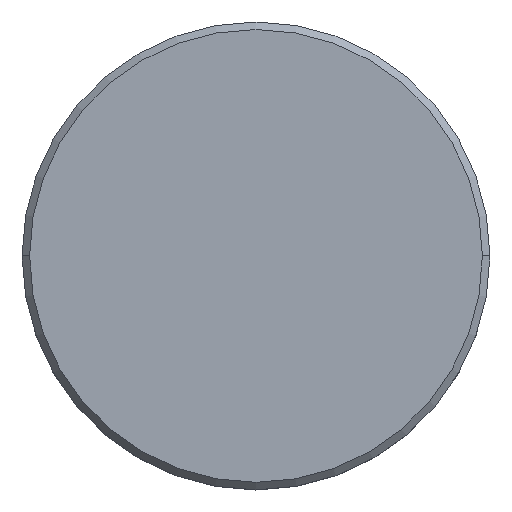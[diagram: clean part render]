
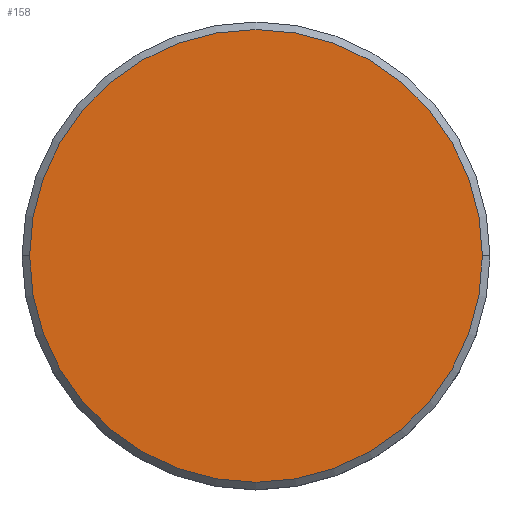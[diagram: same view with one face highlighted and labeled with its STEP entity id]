
A CAD part, top view. The second image highlights one B-rep face of the part: STEP entity #158.
In plain terms, the highlighted planar face has unit normal (0, 0, 1).
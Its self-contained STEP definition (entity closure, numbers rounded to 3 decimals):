
#158 = ADVANCED_FACE ( 'NONE', ( #358 ), #698, .T. ) ;
#209 = ORIENTED_EDGE ( 'NONE', *, *, #1123, .T. ) ;
#293 = EDGE_CURVE ( 'NONE', #384, #562, #308, .T. ) ;
#308 = CIRCLE ( 'NONE', #329, 15. ) ;
#317 = CARTESIAN_POINT ( 'NONE',  ( 15., 0., 0. ) ) ;
#321 = CARTESIAN_POINT ( 'NONE',  ( -15., 0., 0. ) ) ;
#329 = AXIS2_PLACEMENT_3D ( 'NONE', #423, #791, #724 ) ;
#358 = FACE_OUTER_BOUND ( 'NONE', #695, .T. ) ;
#370 = AXIS2_PLACEMENT_3D ( 'NONE', #963, #503, #1076 ) ;
#384 = VERTEX_POINT ( 'NONE', #317 ) ;
#423 = CARTESIAN_POINT ( 'NONE',  ( 0., 0., 0. ) ) ;
#503 = DIRECTION ( 'NONE',  ( 0., 0., 1. ) ) ;
#514 = AXIS2_PLACEMENT_3D ( 'NONE', #882, #982, #1154 ) ;
#562 = VERTEX_POINT ( 'NONE', #321 ) ;
#636 = CIRCLE ( 'NONE', #370, 15. ) ;
#695 = EDGE_LOOP ( 'NONE', ( #209, #700 ) ) ;
#698 = PLANE ( 'NONE',  #514 ) ;
#700 = ORIENTED_EDGE ( 'NONE', *, *, #293, .T. ) ;
#724 = DIRECTION ( 'NONE',  ( 1., 0., 0. ) ) ;
#791 = DIRECTION ( 'NONE',  ( 0., 0., 1. ) ) ;
#882 = CARTESIAN_POINT ( 'NONE',  ( 0., 0., 0. ) ) ;
#963 = CARTESIAN_POINT ( 'NONE',  ( 0., 0., 0. ) ) ;
#982 = DIRECTION ( 'NONE',  ( 0., 0., 1. ) ) ;
#1076 = DIRECTION ( 'NONE',  ( 1., 0., 0. ) ) ;
#1123 = EDGE_CURVE ( 'NONE', #562, #384, #636, .T. ) ;
#1154 = DIRECTION ( 'NONE',  ( 1., 0., 0. ) ) ;
